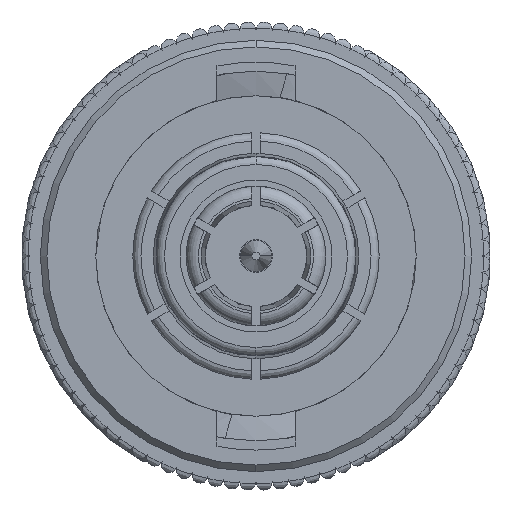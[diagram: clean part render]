
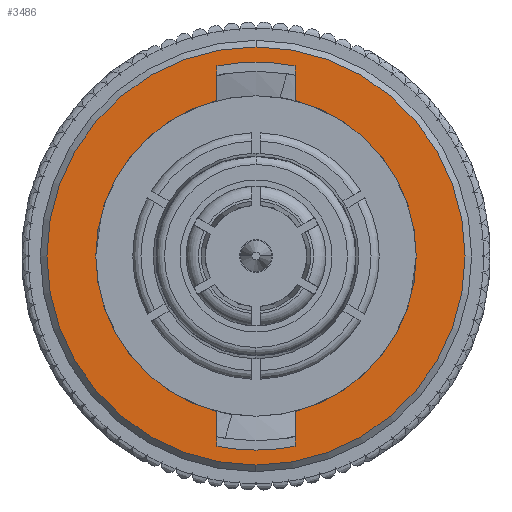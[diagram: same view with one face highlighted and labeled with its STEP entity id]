
A CAD part, left-side view. The second image highlights one B-rep face of the part: STEP entity #3486.
In plain terms, the highlighted face is planar.
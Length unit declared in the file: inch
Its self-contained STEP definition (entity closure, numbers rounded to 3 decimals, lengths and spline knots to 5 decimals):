
#120 = EDGE_CURVE ( 'NONE', #17504, #17661, #15169, .T. ) ;
#675 = AXIS2_PLACEMENT_3D ( 'NONE', #10960, #17629, #27120 ) ;
#717 = EDGE_LOOP ( 'NONE', ( #8712, #13307 ) ) ;
#1364 = VERTEX_POINT ( 'NONE', #18430 ) ;
#2461 = LINE ( 'NONE', #11889, #15997 ) ;
#2494 = VERTEX_POINT ( 'NONE', #18423 ) ;
#2701 = EDGE_CURVE ( 'NONE', #1364, #13656, #18980, .T. ) ;
#2931 = ORIENTED_EDGE ( 'NONE', *, *, #3650, .F. ) ;
#2965 = EDGE_CURVE ( 'NONE', #8821, #1364, #16683, .T. ) ;
#3137 = EDGE_CURVE ( 'NONE', #26257, #5742, #17506, .T. ) ;
#3486 = ADVANCED_FACE ( 'NONE', ( #7947, #15075 ), #24578, .F. ) ;
#3650 = EDGE_CURVE ( 'NONE', #13656, #2494, #21575, .T. ) ;
#3941 = CARTESIAN_POINT ( 'NONE',  ( 0., 0.0475, 0.18913 ) ) ;
#4106 = CARTESIAN_POINT ( 'NONE',  ( 0., -0.0475, 0.2314 ) ) ;
#5742 = VERTEX_POINT ( 'NONE', #10500 ) ;
#5936 = DIRECTION ( 'NONE',  ( -1., 0., 0. ) ) ;
#6370 = VERTEX_POINT ( 'NONE', #3941 ) ;
#7170 = CARTESIAN_POINT ( 'NONE',  ( 0., 0.0475, -0.2314 ) ) ;
#7394 = DIRECTION ( 'NONE',  ( -1., 0., 0. ) ) ;
#7461 = DIRECTION ( 'NONE',  ( 0., 0., 1. ) ) ;
#7947 = FACE_OUTER_BOUND ( 'NONE', #717, .T. ) ;
#8031 = ORIENTED_EDGE ( 'NONE', *, *, #2701, .F. ) ;
#8176 = VERTEX_POINT ( 'NONE', #28055 ) ;
#8266 = EDGE_CURVE ( 'NONE', #6370, #17504, #2461, .T. ) ;
#8287 = DIRECTION ( 'NONE',  ( 1., 0., 0. ) ) ;
#8712 = ORIENTED_EDGE ( 'NONE', *, *, #22411, .F. ) ;
#8821 = VERTEX_POINT ( 'NONE', #14641 ) ;
#9267 = ORIENTED_EDGE ( 'NONE', *, *, #17583, .T. ) ;
#9614 = CARTESIAN_POINT ( 'NONE',  ( 0., 0., 0. ) ) ;
#9807 = EDGE_CURVE ( 'NONE', #17661, #27117, #12638, .T. ) ;
#10500 = CARTESIAN_POINT ( 'NONE',  ( 0., 0., 0.2545 ) ) ;
#10788 = CARTESIAN_POINT ( 'NONE',  ( 0., 0., 0. ) ) ;
#10960 = CARTESIAN_POINT ( 'NONE',  ( 0., 0., 0. ) ) ;
#11080 = DIRECTION ( 'NONE',  ( -1., 0., 0. ) ) ;
#11590 = DIRECTION ( 'NONE',  ( 0., 0., 1. ) ) ;
#11889 = CARTESIAN_POINT ( 'NONE',  ( 0., 0.0475, 0.2314 ) ) ;
#12015 = ORIENTED_EDGE ( 'NONE', *, *, #13023, .F. ) ;
#12638 = CIRCLE ( 'NONE', #14101, 0.23622 ) ;
#12945 = DIRECTION ( 'NONE',  ( 0., 0., 1. ) ) ;
#13023 = EDGE_CURVE ( 'NONE', #27117, #8176, #19338, .T. ) ;
#13307 = ORIENTED_EDGE ( 'NONE', *, *, #3137, .F. ) ;
#13656 = VERTEX_POINT ( 'NONE', #18487 ) ;
#14101 = AXIS2_PLACEMENT_3D ( 'NONE', #19234, #28719, #24061 ) ;
#14190 = ORIENTED_EDGE ( 'NONE', *, *, #8266, .F. ) ;
#14217 = CARTESIAN_POINT ( 'NONE',  ( 0., 0., 0.23622 ) ) ;
#14403 = DIRECTION ( 'NONE',  ( -1., 0., 0. ) ) ;
#14576 = AXIS2_PLACEMENT_3D ( 'NONE', #27191, #5936, #15362 ) ;
#14641 = CARTESIAN_POINT ( 'NONE',  ( 0., -0.0475, -0.18913 ) ) ;
#14717 = DIRECTION ( 'NONE',  ( 0., 0., 1. ) ) ;
#14958 = DIRECTION ( 'NONE',  ( -1., 0., 0. ) ) ;
#14986 = CARTESIAN_POINT ( 'NONE',  ( 0., -0.0475, 0.2314 ) ) ;
#15075 = FACE_BOUND ( 'NONE', #16262, .T. ) ;
#15169 = CIRCLE ( 'NONE', #25624, 0.23622 ) ;
#15362 = DIRECTION ( 'NONE',  ( 0., 0., 1. ) ) ;
#15406 = CARTESIAN_POINT ( 'NONE',  ( 0., 0., 0. ) ) ;
#15701 = ORIENTED_EDGE ( 'NONE', *, *, #2965, .F. ) ;
#15755 = CARTESIAN_POINT ( 'NONE',  ( 0., 0.0475, 0.2314 ) ) ;
#15997 = VECTOR ( 'NONE', #11590, 39.37008 ) ;
#16262 = EDGE_LOOP ( 'NONE', ( #9267, #12015, #30471, #19120, #14190, #17001, #2931, #8031, #15701 ) ) ;
#16683 = LINE ( 'NONE', #26469, #27428 ) ;
#16901 = AXIS2_PLACEMENT_3D ( 'NONE', #15406, #11080, #24906 ) ;
#16937 = CARTESIAN_POINT ( 'NONE',  ( 0., 0., -0.2545 ) ) ;
#17001 = ORIENTED_EDGE ( 'NONE', *, *, #27210, .T. ) ;
#17504 = VERTEX_POINT ( 'NONE', #15755 ) ;
#17506 = CIRCLE ( 'NONE', #17997, 0.2545 ) ;
#17583 = EDGE_CURVE ( 'NONE', #8821, #8176, #19379, .T. ) ;
#17629 = DIRECTION ( 'NONE',  ( 1., 0., 0. ) ) ;
#17661 = VERTEX_POINT ( 'NONE', #14217 ) ;
#17997 = AXIS2_PLACEMENT_3D ( 'NONE', #27225, #14958, #12945 ) ;
#18382 = CIRCLE ( 'NONE', #16901, 0.195 ) ;
#18423 = CARTESIAN_POINT ( 'NONE',  ( 0., 0.0475, -0.18913 ) ) ;
#18430 = CARTESIAN_POINT ( 'NONE',  ( 0., -0.0475, -0.2314 ) ) ;
#18487 = CARTESIAN_POINT ( 'NONE',  ( 0., 0.0475, -0.2314 ) ) ;
#18980 = CIRCLE ( 'NONE', #675, 0.23622 ) ;
#19026 = VECTOR ( 'NONE', #7461, 39.37008 ) ;
#19120 = ORIENTED_EDGE ( 'NONE', *, *, #120, .F. ) ;
#19234 = CARTESIAN_POINT ( 'NONE',  ( 0., 0., 0. ) ) ;
#19338 = LINE ( 'NONE', #14986, #27867 ) ;
#19379 = CIRCLE ( 'NONE', #22830, 0.195 ) ;
#19623 = CIRCLE ( 'NONE', #23607, 0.2545 ) ;
#20878 = DIRECTION ( 'NONE',  ( 0., 0., 1. ) ) ;
#21575 = LINE ( 'NONE', #7170, #19026 ) ;
#22411 = EDGE_CURVE ( 'NONE', #5742, #26257, #19623, .T. ) ;
#22830 = AXIS2_PLACEMENT_3D ( 'NONE', #25708, #7394, #20878 ) ;
#23607 = AXIS2_PLACEMENT_3D ( 'NONE', #9614, #14403, #14717 ) ;
#24061 = DIRECTION ( 'NONE',  ( 0., 0., 1. ) ) ;
#24578 = PLANE ( 'NONE',  #14576 ) ;
#24782 = DIRECTION ( 'NONE',  ( 0., 0., -1. ) ) ;
#24906 = DIRECTION ( 'NONE',  ( 0., 0., 1. ) ) ;
#25624 = AXIS2_PLACEMENT_3D ( 'NONE', #10788, #8287, #27376 ) ;
#25708 = CARTESIAN_POINT ( 'NONE',  ( 0., 0., 0. ) ) ;
#26178 = DIRECTION ( 'NONE',  ( 0., 0., -1. ) ) ;
#26257 = VERTEX_POINT ( 'NONE', #16937 ) ;
#26469 = CARTESIAN_POINT ( 'NONE',  ( 0., -0.0475, -0.2314 ) ) ;
#27117 = VERTEX_POINT ( 'NONE', #4106 ) ;
#27120 = DIRECTION ( 'NONE',  ( 0., 0., 1. ) ) ;
#27191 = CARTESIAN_POINT ( 'NONE',  ( 0., 0.195, 0. ) ) ;
#27210 = EDGE_CURVE ( 'NONE', #6370, #2494, #18382, .T. ) ;
#27225 = CARTESIAN_POINT ( 'NONE',  ( 0., 0., 0. ) ) ;
#27376 = DIRECTION ( 'NONE',  ( 0., 0., 1. ) ) ;
#27428 = VECTOR ( 'NONE', #26178, 39.37008 ) ;
#27867 = VECTOR ( 'NONE', #24782, 39.37008 ) ;
#28055 = CARTESIAN_POINT ( 'NONE',  ( 0., -0.0475, 0.18913 ) ) ;
#28719 = DIRECTION ( 'NONE',  ( 1., 0., 0. ) ) ;
#30471 = ORIENTED_EDGE ( 'NONE', *, *, #9807, .F. ) ;
